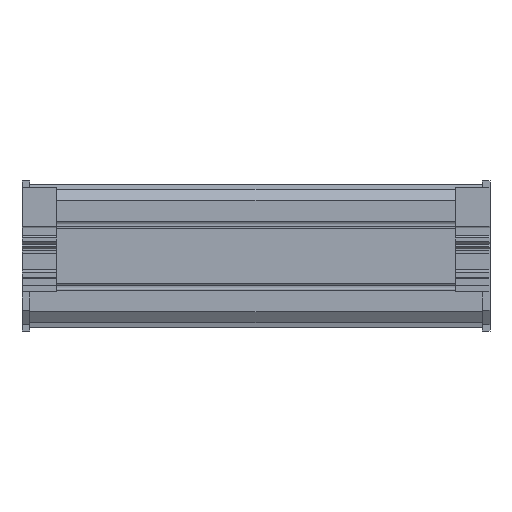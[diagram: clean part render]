
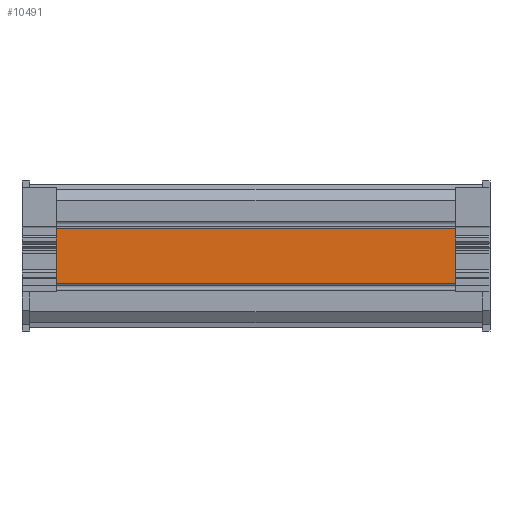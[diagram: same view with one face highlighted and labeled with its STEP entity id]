
A CAD part, front view. The second image highlights one B-rep face of the part: STEP entity #10491.
In plain terms, the highlighted planar face has unit normal (0, -1, 0).
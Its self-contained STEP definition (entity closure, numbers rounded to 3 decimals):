
#10491 = ADVANCED_FACE ( 'NONE', ( #25272 ), #25271, .F. ) ;
#10492 = EDGE_LOOP ( 'NONE', ( #10493, #10497, #10554, #10557 ) ) ;
#10493 = ORIENTED_EDGE ( 'NONE', *, *, #10494, .T. ) ;
#10494 = EDGE_CURVE ( 'NONE', #10495, #10496, #25266, .T. ) ;
#10495 = VERTEX_POINT ( 'NONE', #25262 ) ;
#10496 = VERTEX_POINT ( 'NONE', #25261 ) ;
#10497 = ORIENTED_EDGE ( 'NONE', *, *, #10498, .F. ) ;
#10498 = EDGE_CURVE ( 'NONE', #10499, #10496, #25324, .T. ) ;
#10499 = VERTEX_POINT ( 'NONE', #25320 ) ;
#10554 = ORIENTED_EDGE ( 'NONE', *, *, #10555, .F. ) ;
#10555 = EDGE_CURVE ( 'NONE', #10556, #10499, #25407, .T. ) ;
#10556 = VERTEX_POINT ( 'NONE', #25403 ) ;
#10557 = ORIENTED_EDGE ( 'NONE', *, *, #10558, .T. ) ;
#10558 = EDGE_CURVE ( 'NONE', #10556, #10495, #25402, .T. ) ;
#25261 = CARTESIAN_POINT ( 'NONE',  ( 0., 0., -16.069 ) ) ;
#25262 = CARTESIAN_POINT ( 'NONE',  ( 0., 0., 16.069 ) ) ;
#25263 = DIRECTION ( 'NONE',  ( 0., 0., -1. ) ) ;
#25264 = VECTOR ( 'NONE', #25263, 1000. ) ;
#25265 = CARTESIAN_POINT ( 'NONE',  ( 0., 0., 16.069 ) ) ;
#25266 = LINE ( 'NONE', #25265, #25264 ) ;
#25267 = DIRECTION ( 'NONE',  ( 0., 0., 1. ) ) ;
#25268 = DIRECTION ( 'NONE',  ( 0., 1., 0. ) ) ;
#25269 = CARTESIAN_POINT ( 'NONE',  ( 264., 0., 16.069 ) ) ;
#25270 = AXIS2_PLACEMENT_3D ( 'NONE', #25269, #25268, #25267 ) ;
#25271 = PLANE ( 'NONE',  #25270 ) ;
#25272 = FACE_OUTER_BOUND ( 'NONE', #10492, .T. ) ;
#25320 = CARTESIAN_POINT ( 'NONE',  ( 264., 0., -16.069 ) ) ;
#25321 = DIRECTION ( 'NONE',  ( -1., 0., 0. ) ) ;
#25322 = VECTOR ( 'NONE', #25321, 1000. ) ;
#25323 = CARTESIAN_POINT ( 'NONE',  ( 264., 0., -16.069 ) ) ;
#25324 = LINE ( 'NONE', #25323, #25322 ) ;
#25399 = DIRECTION ( 'NONE',  ( -1., 0., 0. ) ) ;
#25400 = VECTOR ( 'NONE', #25399, 1000. ) ;
#25401 = CARTESIAN_POINT ( 'NONE',  ( 264., 0., 16.069 ) ) ;
#25402 = LINE ( 'NONE', #25401, #25400 ) ;
#25403 = CARTESIAN_POINT ( 'NONE',  ( 264., 0., 16.069 ) ) ;
#25404 = DIRECTION ( 'NONE',  ( 0., 0., -1. ) ) ;
#25405 = VECTOR ( 'NONE', #25404, 1000. ) ;
#25406 = CARTESIAN_POINT ( 'NONE',  ( 264., 0., 16.069 ) ) ;
#25407 = LINE ( 'NONE', #25406, #25405 ) ;
